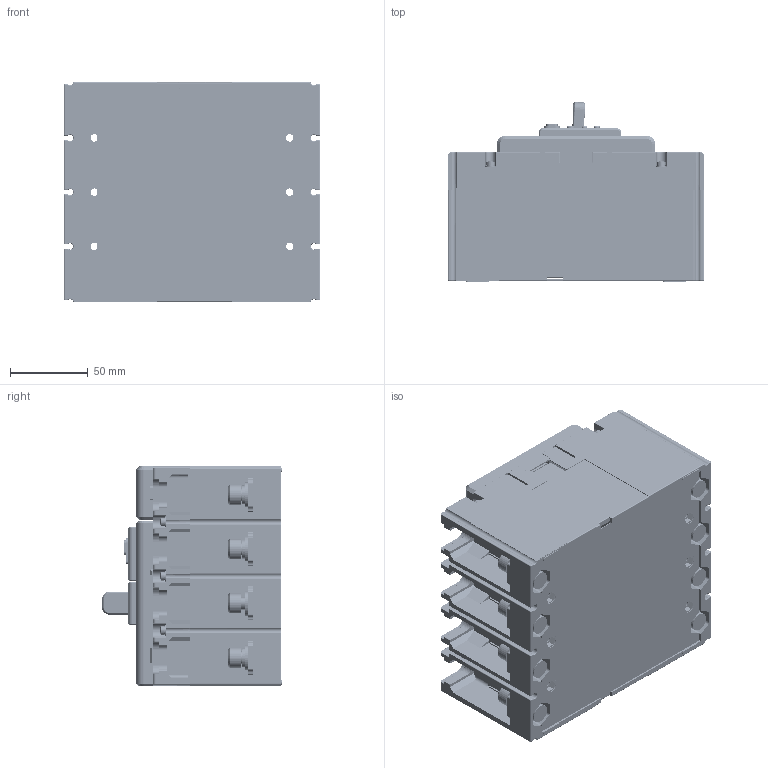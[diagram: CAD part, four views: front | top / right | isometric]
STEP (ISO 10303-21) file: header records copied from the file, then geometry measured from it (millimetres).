
FILE_DESCRIPTION((''),'2;1');
FILE_NAME('160-250-4','2025-04-14T',('yan01.huang'),(''),'PRO/ENGINEER BY PARAMETRIC TECHNOLOGY CORPORATION, 2017170','PRO/ENGINEER BY PARAMETRIC TECHNOLOGY CORPORATION, 2017170','');
FILE_SCHEMA(('CONFIG_CONTROL_DESIGN'));
Products named in the file (1): 160-250-4
Bounding box: 165 x 116.06 x 142.25 mm (x, y, z)
Volume: 1411462.5 mm3; surface area: 350157.2 mm2
Topology: 4 solids, 16 shells, 7869 faces, 20543 edges, 12847 vertices
Faces by surface type: plane 4084, cylinder 2362, cone 394, torus 384, extrusion 258, sphere 235, bspline 152
Entity records: 258734 total; most frequent: CARTESIAN_POINT 64850, ORIENTED_EDGE 41018, DIRECTION 39903, EDGE_CURVE 20509, VECTOR 13495, LINE 13237, AXIS2_PLACEMENT_3D 13204, VERTEX_POINT 12847
